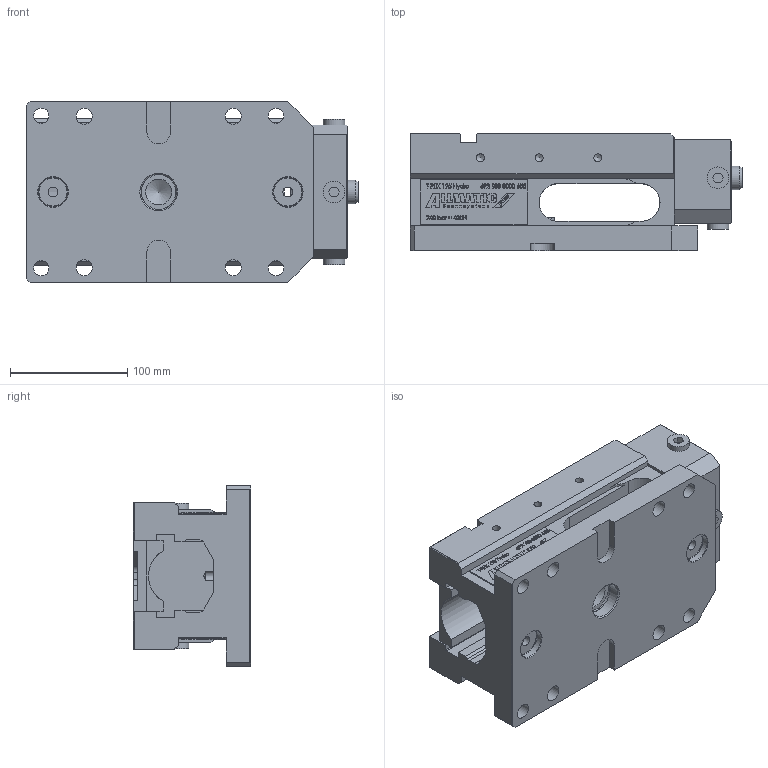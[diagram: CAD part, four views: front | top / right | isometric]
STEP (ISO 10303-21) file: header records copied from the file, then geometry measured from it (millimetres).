
FILE_DESCRIPTION (( 'STEP AP214' ), '1' );
FILE_NAME ('6921888000655.STEP', '2021-08-05T11:15:09', ( '' ), ( '' ), 'SwSTEP 2.0', 'SolidWorks 2018', '' );
FILE_SCHEMA (( 'AUTOMOTIVE_DESIGN' ));
Length unit declared in the file: millimetre
Products named in the file (1): 6921888000655
Bounding box: 282.8 x 100 x 154 mm (x, y, z)
Volume: 2182038 mm3; surface area: 256889.7 mm2
Topology: 1 solids, 1 shells, 2321 faces, 6286 edges, 4173 vertices
Faces by surface type: plane 1718, bspline 428, cylinder 135, cone 40
Full cylindrical faces by diameter (mm): 6.8 x6, 8.5 x16, 13 x4, 13.8 x4, 18.5 x3, 20 x9, 24 x2, 25 x2, 29.5 x1, 30 x1
Entity records: 121240 total; most frequent: CARTESIAN_POINT 41649, ORIENTED_EDGE 12340, DIRECTION 9367, EDGE_CURVE 6170, VECTOR 4991, LINE 4991, VERTEX_POINT 4136, EDGE_LOOP 2650
